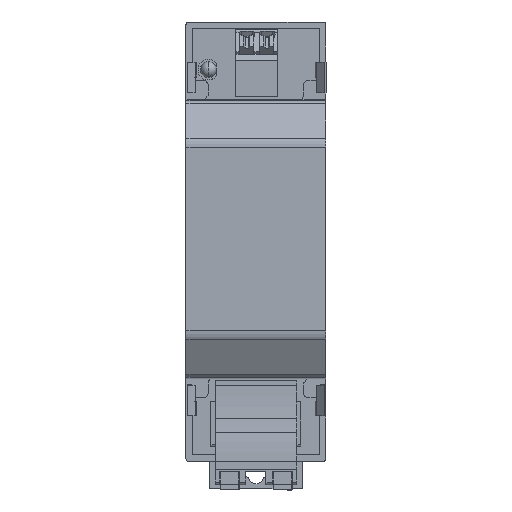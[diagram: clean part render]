
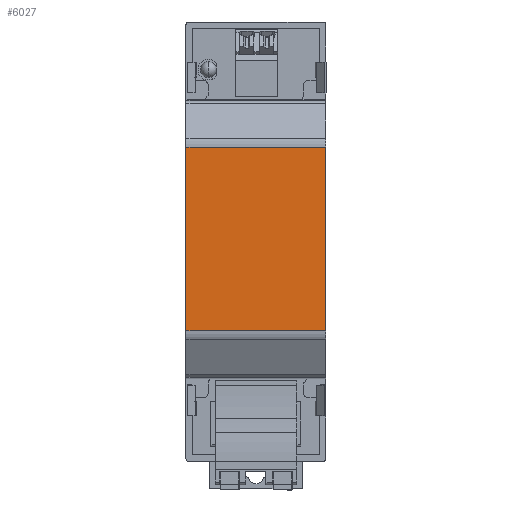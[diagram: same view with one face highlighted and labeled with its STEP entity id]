
A CAD part, top view. The second image highlights one B-rep face of the part: STEP entity #6027.
In plain terms, the highlighted planar face has unit normal (0, 0, 1).
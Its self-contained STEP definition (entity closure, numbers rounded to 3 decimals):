
#6000=AXIS2_PLACEMENT_3D('Plane Axis2P3D',#5997,#5998,#5999) ;
#5974=CARTESIAN_POINT('Vertex',(0.,64.751,29.5)) ;
#5977=CARTESIAN_POINT('Line Origine',(13.81,64.751,29.5)) ;
#5981=CARTESIAN_POINT('Vertex',(26.4,64.751,29.5)) ;
#5997=CARTESIAN_POINT('Axis2P3D Location',(0.,64.751,29.5)) ;
#6002=CARTESIAN_POINT('Line Origine',(0.,47.416,29.5)) ;
#6006=CARTESIAN_POINT('Vertex',(0.,30.08,29.5)) ;
#6009=CARTESIAN_POINT('Line Origine',(13.2,30.08,29.5)) ;
#6013=CARTESIAN_POINT('Vertex',(26.4,30.08,29.5)) ;
#6016=CARTESIAN_POINT('Line Origine',(26.4,47.416,29.5)) ;
#5978=DIRECTION('Vector Direction',(-1.,0.,0.)) ;
#5998=DIRECTION('Axis2P3D Direction',(0.,0.,1.)) ;
#5999=DIRECTION('Axis2P3D XDirection',(0.,-1.,0.)) ;
#6003=DIRECTION('Vector Direction',(0.,-1.,0.)) ;
#6010=DIRECTION('Vector Direction',(1.,0.,0.)) ;
#6017=DIRECTION('Vector Direction',(0.,-1.,0.)) ;
#5979=VECTOR('Line Direction',#5978,1.) ;
#6004=VECTOR('Line Direction',#6003,1.) ;
#6011=VECTOR('Line Direction',#6010,1.) ;
#6018=VECTOR('Line Direction',#6017,1.) ;
#6022=ORIENTED_EDGE('',*,*,#5983,.F.) ;
#6023=ORIENTED_EDGE('',*,*,#6008,.F.) ;
#6024=ORIENTED_EDGE('',*,*,#6015,.T.) ;
#6025=ORIENTED_EDGE('',*,*,#6020,.F.) ;
#6027=ADVANCED_FACE('PRO_CP',(#6026),#6001,.T.) ;
#5983=EDGE_CURVE('',#5975,#5982,#5980,.F.) ;
#6008=EDGE_CURVE('',#6007,#5975,#6005,.F.) ;
#6015=EDGE_CURVE('',#6007,#6014,#6012,.T.) ;
#6020=EDGE_CURVE('',#5982,#6014,#6019,.T.) ;
#6021=EDGE_LOOP('',(#6022,#6023,#6024,#6025)) ;
#6026=FACE_OUTER_BOUND('',#6021,.T.) ;
#5980=LINE('Line',#5977,#5979) ;
#6005=LINE('Line',#6002,#6004) ;
#6012=LINE('Line',#6009,#6011) ;
#6019=LINE('Line',#6016,#6018) ;
#6001=PLANE('',#6000) ;
#5975=VERTEX_POINT('',#5974) ;
#5982=VERTEX_POINT('',#5981) ;
#6007=VERTEX_POINT('',#6006) ;
#6014=VERTEX_POINT('',#6013) ;
